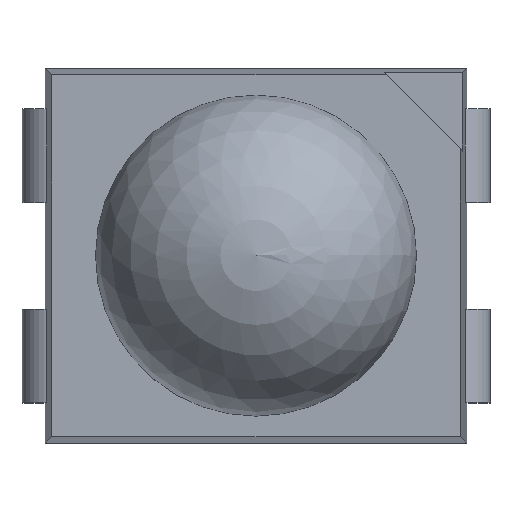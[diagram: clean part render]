
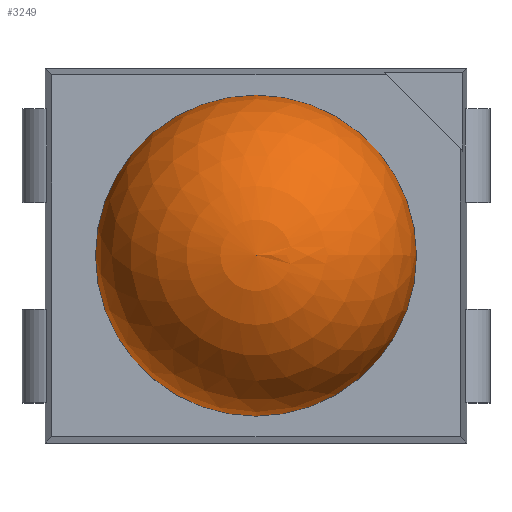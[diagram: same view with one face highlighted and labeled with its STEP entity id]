
A CAD part, top view. The second image highlights one B-rep face of the part: STEP entity #3249.
In plain terms, the highlighted spherical face has radius 1.2 mm.
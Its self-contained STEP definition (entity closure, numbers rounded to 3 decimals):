
#18=SPHERICAL_SURFACE('',#3472,1.2);
#186=CIRCLE('',#3471,1.2);
#920=ORIENTED_EDGE('',*,*,#1287,.T.);
#1287=EDGE_CURVE('',#1532,#1532,#186,.T.);
#1532=VERTEX_POINT('',#5046);
#2232=EDGE_LOOP('',(#920));
#2380=FACE_BOUND('',#2232,.T.);
#3249=ADVANCED_FACE('',(#2380),#18,.T.);
#3471=AXIS2_PLACEMENT_3D('',#5045,#4160,#4161);
#3472=AXIS2_PLACEMENT_3D('',#5047,#4162,#4163);
#4160=DIRECTION('',(0.,0.,1.));
#4161=DIRECTION('',(1.,0.,0.));
#4162=DIRECTION('',(0.,0.,1.));
#4163=DIRECTION('',(1.,0.,0.));
#5045=CARTESIAN_POINT('',(0.,0.,0.4));
#5046=CARTESIAN_POINT('',(1.2,0.,0.4));
#5047=CARTESIAN_POINT('',(0.,0.,0.4));
